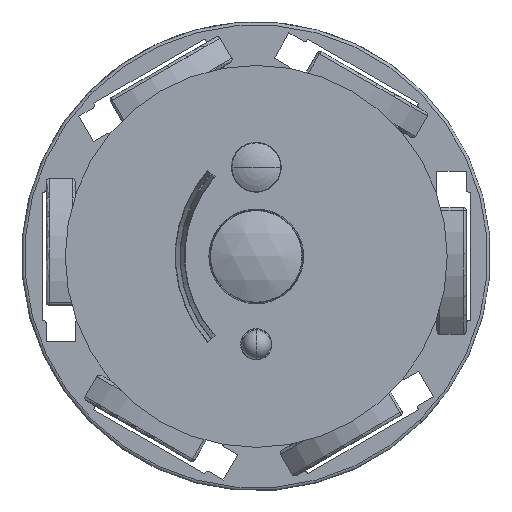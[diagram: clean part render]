
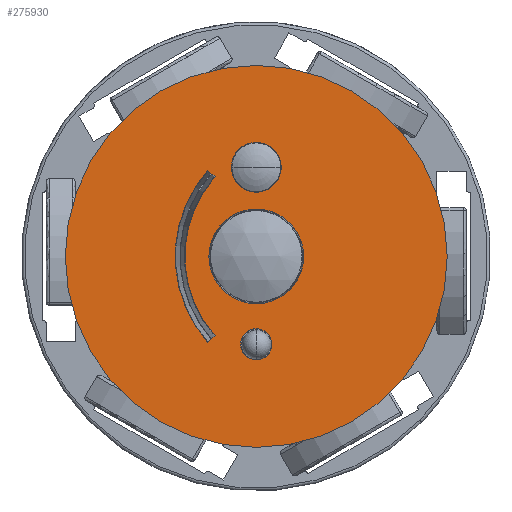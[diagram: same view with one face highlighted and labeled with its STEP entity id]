
A CAD part, front view. The second image highlights one B-rep face of the part: STEP entity #275930.
In plain terms, the highlighted face is planar.
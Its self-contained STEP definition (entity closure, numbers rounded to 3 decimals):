
#274330=CARTESIAN_POINT('',(8.649,-11.524,
12.173));
#274340=VERTEX_POINT('',#274330);
#274460=CARTESIAN_POINT('',(6.387,-9.261,
12.173));
#274470=VERTEX_POINT('',#274460);
#274500=CARTESIAN_POINT('',(7.518,-10.392,
12.173));
#274510=DIRECTION('',(0.,0.,-1.));
#274520=DIRECTION('',(-0.707,0.707,0.));
#274530=AXIS2_PLACEMENT_3D('',#274500,#274510,#274520);
#274540=CIRCLE('',#274530,1.6);
#274550=EDGE_CURVE('',#274470,#274340,#274540,.T.);
#275020=CARTESIAN_POINT('',(17.049,-0.615,
12.173));
#275030=DIRECTION('',(0.,0.,-1.));
#275040=DIRECTION('',(0.,-1.,0.));
#275050=AXIS2_PLACEMENT_3D('',#275020,#275030,#275040);
#275060=PLANE('',#275050);
#275070=CARTESIAN_POINT('',(7.518,-1.392,
12.173));
#275080=DIRECTION('',(0.,0.,1.));
#275090=DIRECTION('',(-1.,0.,0.));
#275100=AXIS2_PLACEMENT_3D('',#275070,#275080,#275090);
#275110=CIRCLE('',#275100,19.55);
#275120=CARTESIAN_POINT('',(-12.032,-1.392,
12.173));
#275130=VERTEX_POINT('',#275120);
#275140=CARTESIAN_POINT('',(27.068,-1.392,
12.173));
#275150=VERTEX_POINT('',#275140);
#275160=EDGE_CURVE('',#275130,#275150,#275110,.T.);
#275170=ORIENTED_EDGE('',*,*,#275160,.T.);
#275180=EDGE_CURVE('',#275150,#275130,#275110,.T.);
#275190=ORIENTED_EDGE('',*,*,#275180,.T.);
#275200=EDGE_LOOP('',(#275190,#275170));
#275210=FACE_OUTER_BOUND('',#275200,.T.);
#275220=CARTESIAN_POINT('',(7.518,7.732,
12.173));
#275230=DIRECTION('',(0.,0.,-1.));
#275240=DIRECTION('',(0.707,0.707,0.));
#275250=AXIS2_PLACEMENT_3D('',#275220,#275230,#275240);
#275260=CIRCLE('',#275250,2.55);
#275270=CARTESIAN_POINT('',(5.715,5.928,
12.173));
#275280=VERTEX_POINT('',#275270);
#275290=CARTESIAN_POINT('',(9.321,9.535,
12.173));
#275300=VERTEX_POINT('',#275290);
#275310=EDGE_CURVE('',#275280,#275300,#275260,.T.);
#275320=ORIENTED_EDGE('',*,*,#275310,.T.);
#275330=EDGE_CURVE('',#275300,#275280,#275260,.T.);
#275340=ORIENTED_EDGE('',*,*,#275330,.T.);
#275350=EDGE_LOOP('',(#275340,#275320));
#275360=FACE_BOUND('',#275350,.T.);
#275370=CARTESIAN_POINT('',(7.518,-1.392,
12.173));
#275380=DIRECTION('',(0.,0.,-1.));
#275390=DIRECTION('',(1.,0.,0.));
#275400=AXIS2_PLACEMENT_3D('',#275370,#275380,#275390);
#275410=CIRCLE('',#275400,4.85);
#275420=CARTESIAN_POINT('',(12.368,-1.392,
12.173));
#275430=VERTEX_POINT('',#275420);
#275440=CARTESIAN_POINT('',(2.668,-1.392,
12.173));
#275450=VERTEX_POINT('',#275440);
#275460=EDGE_CURVE('',#275430,#275450,#275410,.T.);
#275470=ORIENTED_EDGE('',*,*,#275460,.T.);
#275480=EDGE_CURVE('',#275450,#275430,#275410,.T.);
#275490=ORIENTED_EDGE('',*,*,#275480,.T.);
#275500=EDGE_LOOP('',(#275490,#275470));
#275510=FACE_BOUND('',#275500,.T.);
#275520=EDGE_CURVE('',#274340,#274470,#274540,.T.);
#275530=ORIENTED_EDGE('',*,*,#275520,.T.);
#275540=ORIENTED_EDGE('',*,*,#274550,.T.);
#275550=EDGE_LOOP('',(#275540,#275530));
#275560=FACE_BOUND('',#275550,.T.);
#275570=CARTESIAN_POINT('',(2.548,7.41,
12.173));
#275580=DIRECTION('',(0.753,-0.658,0.));
#275590=VECTOR('',#275580,1.);
#275600=LINE('',#275570,#275590);
#275610=CARTESIAN_POINT('',(2.548,7.41,
12.173));
#275620=VERTEX_POINT('',#275610);
#275630=CARTESIAN_POINT('',(3.3,6.752,
12.173));
#275640=VERTEX_POINT('',#275630);
#275650=EDGE_CURVE('',#275620,#275640,#275600,.T.);
#275660=ORIENTED_EDGE('',*,*,#275650,.T.);
#275670=CARTESIAN_POINT('',(12.518,-1.392,
12.173));
#275680=DIRECTION('',(0.,0.,-1.));
#275690=DIRECTION('',(-0.75,-0.662,0.));
#275700=AXIS2_PLACEMENT_3D('',#275670,#275680,#275690);
#275710=CIRCLE('',#275700,13.3);
#275720=CARTESIAN_POINT('',(2.548,-10.195,
12.173));
#275730=VERTEX_POINT('',#275720);
#275740=EDGE_CURVE('',#275730,#275620,#275710,.T.);
#275750=ORIENTED_EDGE('',*,*,#275740,.T.);
#275760=CARTESIAN_POINT('',(3.301,-9.536,
12.173));
#275770=DIRECTION('',(-0.753,-0.659,0.));
#275780=VECTOR('',#275770,1.);
#275790=LINE('',#275760,#275780);
#275800=CARTESIAN_POINT('',(3.301,-9.536,
12.173));
#275810=VERTEX_POINT('',#275800);
#275820=EDGE_CURVE('',#275810,#275730,#275790,.T.);
#275830=ORIENTED_EDGE('',*,*,#275820,.T.);
#275840=CARTESIAN_POINT('',(12.518,-1.392,
12.173));
#275850=DIRECTION('',(0.,0.,1.));
#275860=DIRECTION('',(-0.749,0.662,0.));
#275870=AXIS2_PLACEMENT_3D('',#275840,#275850,#275860);
#275880=CIRCLE('',#275870,12.3);
#275890=EDGE_CURVE('',#275640,#275810,#275880,.T.);
#275900=ORIENTED_EDGE('',*,*,#275890,.T.);
#275910=EDGE_LOOP('',(#275900,#275830,#275750,#275660));
#275920=FACE_BOUND('',#275910,.T.);
#275930=ADVANCED_FACE('',(#275210,#275360,#275510,#275560,#275920),
#275060,.F.);
